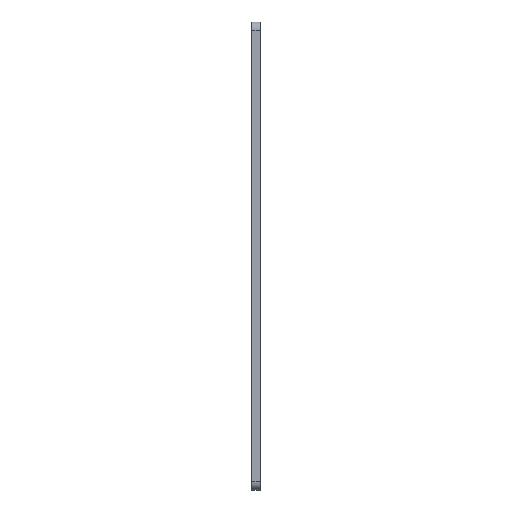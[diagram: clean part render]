
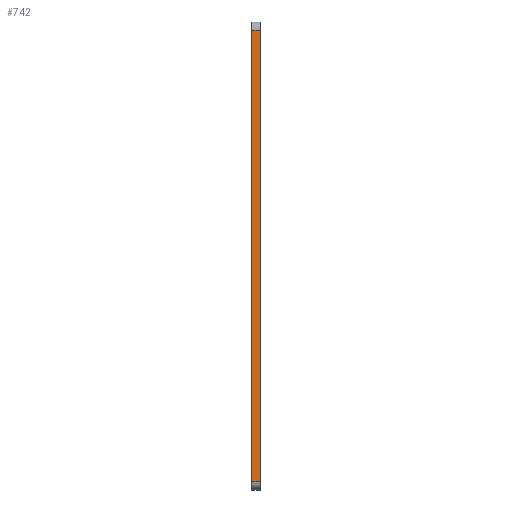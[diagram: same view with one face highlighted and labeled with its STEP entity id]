
A CAD part, left-side view. The second image highlights one B-rep face of the part: STEP entity #742.
In plain terms, the highlighted planar face has unit normal (-1, 0, 0).
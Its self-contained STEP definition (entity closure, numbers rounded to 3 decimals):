
#75 = CARTESIAN_POINT ( 'NONE',  ( -120., 5., -115. ) ) ;
#90 = VERTEX_POINT ( 'NONE', #842 ) ;
#131 = VECTOR ( 'NONE', #1018, 1000. ) ;
#151 = VECTOR ( 'NONE', #1385, 1000. ) ;
#162 = LINE ( 'NONE', #249, #131 ) ;
#177 = CARTESIAN_POINT ( 'NONE',  ( -120., 5., -120. ) ) ;
#203 = AXIS2_PLACEMENT_3D ( 'NONE', #509, #829, #1175 ) ;
#249 = CARTESIAN_POINT ( 'NONE',  ( -120., 5., -115. ) ) ;
#287 = ORIENTED_EDGE ( 'NONE', *, *, #1325, .F. ) ;
#305 = ORIENTED_EDGE ( 'NONE', *, *, #413, .T. ) ;
#412 = FACE_OUTER_BOUND ( 'NONE', #1267, .T. ) ;
#413 = EDGE_CURVE ( 'NONE', #90, #1182, #1115, .T. ) ;
#488 = VERTEX_POINT ( 'NONE', #1377 ) ;
#509 = CARTESIAN_POINT ( 'NONE',  ( -120., 5., -120. ) ) ;
#510 = VECTOR ( 'NONE', #1174, 1000. ) ;
#553 = CARTESIAN_POINT ( 'NONE',  ( -120., 5., 165. ) ) ;
#560 = ORIENTED_EDGE ( 'NONE', *, *, #1091, .T. ) ;
#612 = CARTESIAN_POINT ( 'NONE',  ( -120., 0., -120. ) ) ;
#742 = ADVANCED_FACE ( 'NONE', ( #412 ), #1066, .F. ) ;
#788 = VERTEX_POINT ( 'NONE', #75 ) ;
#803 = CARTESIAN_POINT ( 'NONE',  ( -120., 0., 165. ) ) ;
#829 = DIRECTION ( 'NONE',  ( 1., 0., 0. ) ) ;
#842 = CARTESIAN_POINT ( 'NONE',  ( -120., 0., -115. ) ) ;
#991 = LINE ( 'NONE', #177, #510 ) ;
#993 = LINE ( 'NONE', #553, #1237 ) ;
#1018 = DIRECTION ( 'NONE',  ( 0., -1., 0. ) ) ;
#1066 = PLANE ( 'NONE',  #203 ) ;
#1071 = EDGE_CURVE ( 'NONE', #1182, #488, #993, .T. ) ;
#1091 = EDGE_CURVE ( 'NONE', #788, #90, #162, .T. ) ;
#1115 = LINE ( 'NONE', #612, #151 ) ;
#1174 = DIRECTION ( 'NONE',  ( 0., 0., 1. ) ) ;
#1175 = DIRECTION ( 'NONE',  ( 0., 0., -1. ) ) ;
#1182 = VERTEX_POINT ( 'NONE', #803 ) ;
#1237 = VECTOR ( 'NONE', #1355, 1000. ) ;
#1267 = EDGE_LOOP ( 'NONE', ( #287, #560, #305, #1413 ) ) ;
#1325 = EDGE_CURVE ( 'NONE', #788, #488, #991, .T. ) ;
#1355 = DIRECTION ( 'NONE',  ( 0., 1., 0. ) ) ;
#1377 = CARTESIAN_POINT ( 'NONE',  ( -120., 5., 165. ) ) ;
#1385 = DIRECTION ( 'NONE',  ( 0., 0., 1. ) ) ;
#1413 = ORIENTED_EDGE ( 'NONE', *, *, #1071, .T. ) ;
